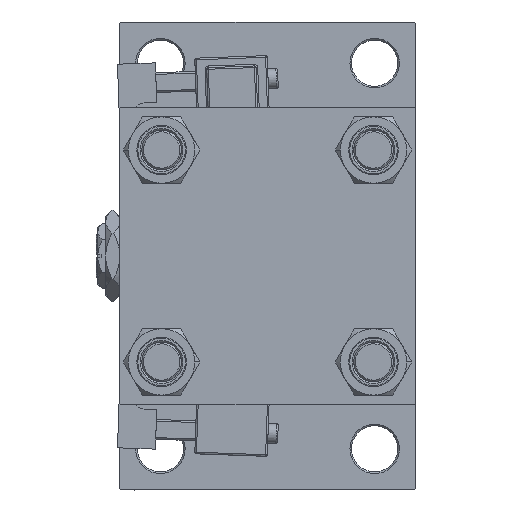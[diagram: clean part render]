
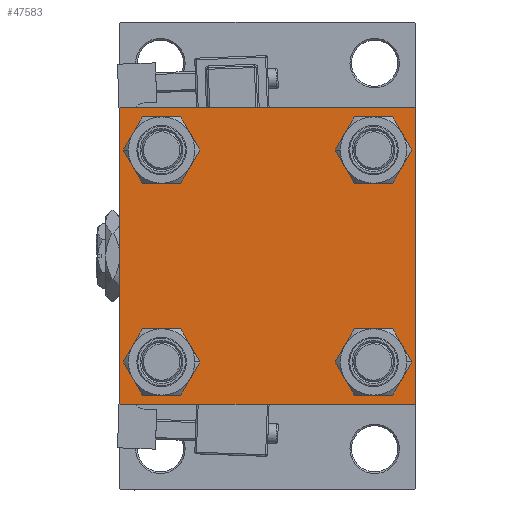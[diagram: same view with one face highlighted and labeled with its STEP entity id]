
A CAD part, left-side view. The second image highlights one B-rep face of the part: STEP entity #47583.
In plain terms, the highlighted planar face has unit normal (-1, 0, 0).
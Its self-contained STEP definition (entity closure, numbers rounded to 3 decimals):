
#49 = AXIS2_PLACEMENT_3D ( 'NONE', #48853, #20485, #49380 ) ;
#589 = AXIS2_PLACEMENT_3D ( 'NONE', #37262, #25020, #40898 ) ;
#652 = ORIENTED_EDGE ( 'NONE', *, *, #3536, .T. ) ;
#696 = PLANE ( 'NONE',  #49 ) ;
#1342 = DIRECTION ( 'NONE',  ( 1., 0., 0. ) ) ;
#1447 = CARTESIAN_POINT ( 'NONE',  ( 0., 32.15, 25.65 ) ) ;
#1821 = CARTESIAN_POINT ( 'NONE',  ( 0., -45., -44.5 ) ) ;
#1937 = VERTEX_POINT ( 'NONE', #38230 ) ;
#2256 = EDGE_CURVE ( 'NONE', #36210, #32980, #25938, .T. ) ;
#2555 = CARTESIAN_POINT ( 'NONE',  ( 0., -44.5, -45. ) ) ;
#2624 = AXIS2_PLACEMENT_3D ( 'NONE', #46534, #26485, #3292 ) ;
#2673 = CARTESIAN_POINT ( 'NONE',  ( 0., 45., 44.5 ) ) ;
#3128 = DIRECTION ( 'NONE',  ( 0., -0.707, -0.707 ) ) ;
#3292 = DIRECTION ( 'NONE',  ( 0., 0., 1. ) ) ;
#3536 = EDGE_CURVE ( 'NONE', #19219, #17507, #21350, .T. ) ;
#4213 = CARTESIAN_POINT ( 'NONE',  ( 0., -32.15, -32.15 ) ) ;
#4623 = VERTEX_POINT ( 'NONE', #10697 ) ;
#4851 = FACE_OUTER_BOUND ( 'NONE', #32413, .T. ) ;
#4986 = VECTOR ( 'NONE', #38577, 1000. ) ;
#5241 = DIRECTION ( 'NONE',  ( 1., 0., 0. ) ) ;
#5462 = DIRECTION ( 'NONE',  ( 0., -1., 0. ) ) ;
#6268 = CIRCLE ( 'NONE', #27890, 6.5 ) ;
#6521 = DIRECTION ( 'NONE',  ( 0., 0., 1. ) ) ;
#7892 = EDGE_CURVE ( 'NONE', #33519, #15029, #34706, .T. ) ;
#8439 = DIRECTION ( 'NONE',  ( 0., 0., 1. ) ) ;
#8645 = CARTESIAN_POINT ( 'NONE',  ( 0., -44.75, -44.75 ) ) ;
#8837 = AXIS2_PLACEMENT_3D ( 'NONE', #37007, #1342, #6521 ) ;
#9281 = FACE_BOUND ( 'NONE', #9560, .T. ) ;
#9313 = EDGE_CURVE ( 'NONE', #17507, #19219, #33114, .T. ) ;
#9481 = ORIENTED_EDGE ( 'NONE', *, *, #30199, .T. ) ;
#9560 = EDGE_LOOP ( 'NONE', ( #47915, #16822 ) ) ;
#9686 = ORIENTED_EDGE ( 'NONE', *, *, #45288, .T. ) ;
#9860 = EDGE_CURVE ( 'NONE', #32980, #28175, #26573, .T. ) ;
#10033 = DIRECTION ( 'NONE',  ( 0., 0.707, -0.707 ) ) ;
#10218 = CARTESIAN_POINT ( 'NONE',  ( 0., -45., 45. ) ) ;
#10315 = CARTESIAN_POINT ( 'NONE',  ( 0., 45., 45. ) ) ;
#10697 = CARTESIAN_POINT ( 'NONE',  ( 0., 32.15, -25.65 ) ) ;
#11009 = CARTESIAN_POINT ( 'NONE',  ( 0., 44.5, -45. ) ) ;
#11198 = CARTESIAN_POINT ( 'NONE',  ( 0., 44.75, -44.75 ) ) ;
#11284 = CARTESIAN_POINT ( 'NONE',  ( 0., -32.15, -25.65 ) ) ;
#11984 = DIRECTION ( 'NONE',  ( 0., -1., 0. ) ) ;
#12256 = VECTOR ( 'NONE', #33505, 1000. ) ;
#12612 = EDGE_CURVE ( 'NONE', #1937, #36210, #37631, .T. ) ;
#12987 = CARTESIAN_POINT ( 'NONE',  ( 0., -32.15, 38.65 ) ) ;
#13022 = CARTESIAN_POINT ( 'NONE',  ( 0., 45., 45. ) ) ;
#13196 = FACE_BOUND ( 'NONE', #27669, .T. ) ;
#13346 = LINE ( 'NONE', #8645, #36197 ) ;
#14112 = CARTESIAN_POINT ( 'NONE',  ( 0., -45., 44.5 ) ) ;
#14499 = EDGE_CURVE ( 'NONE', #1937, #19190, #48680, .T. ) ;
#14708 = CIRCLE ( 'NONE', #31316, 6.5 ) ;
#15029 = VERTEX_POINT ( 'NONE', #44145 ) ;
#16100 = ORIENTED_EDGE ( 'NONE', *, *, #14499, .F. ) ;
#16295 = ORIENTED_EDGE ( 'NONE', *, *, #29283, .T. ) ;
#16342 = DIRECTION ( 'NONE',  ( 1., 0., 0. ) ) ;
#16785 = DIRECTION ( 'NONE',  ( 1., 0., 0. ) ) ;
#16822 = ORIENTED_EDGE ( 'NONE', *, *, #7892, .T. ) ;
#16912 = ORIENTED_EDGE ( 'NONE', *, *, #12612, .T. ) ;
#17507 = VERTEX_POINT ( 'NONE', #12987 ) ;
#17634 = LINE ( 'NONE', #24389, #12256 ) ;
#19190 = VERTEX_POINT ( 'NONE', #37154 ) ;
#19219 = VERTEX_POINT ( 'NONE', #32735 ) ;
#19649 = CIRCLE ( 'NONE', #28775, 6.5 ) ;
#20376 = DIRECTION ( 'NONE',  ( 0., 0., 1. ) ) ;
#20485 = DIRECTION ( 'NONE',  ( -1., 0., 0. ) ) ;
#20640 = EDGE_CURVE ( 'NONE', #22829, #41927, #24253, .T. ) ;
#20664 = EDGE_CURVE ( 'NONE', #15029, #33519, #34224, .T. ) ;
#20683 = CARTESIAN_POINT ( 'NONE',  ( 0., -32.15, 32.15 ) ) ;
#21150 = DIRECTION ( 'NONE',  ( 0., -0.707, 0.707 ) ) ;
#21350 = CIRCLE ( 'NONE', #8837, 6.5 ) ;
#22508 = VECTOR ( 'NONE', #11984, 1000. ) ;
#22829 = VERTEX_POINT ( 'NONE', #11284 ) ;
#23110 = VECTOR ( 'NONE', #3128, 1000. ) ;
#24253 = CIRCLE ( 'NONE', #2624, 6.5 ) ;
#24284 = CARTESIAN_POINT ( 'NONE',  ( 0., 32.15, -32.15 ) ) ;
#24389 = CARTESIAN_POINT ( 'NONE',  ( 0., -44.75, 44.75 ) ) ;
#24480 = ORIENTED_EDGE ( 'NONE', *, *, #9313, .T. ) ;
#25020 = DIRECTION ( 'NONE',  ( 1., 0., 0. ) ) ;
#25164 = FACE_BOUND ( 'NONE', #28997, .T. ) ;
#25938 = LINE ( 'NONE', #10315, #30442 ) ;
#26189 = DIRECTION ( 'NONE',  ( 0., 0., -1. ) ) ;
#26485 = DIRECTION ( 'NONE',  ( 1., 0., 0. ) ) ;
#26573 = LINE ( 'NONE', #11198, #23110 ) ;
#26576 = CARTESIAN_POINT ( 'NONE',  ( 0., 45., -45. ) ) ;
#26739 = AXIS2_PLACEMENT_3D ( 'NONE', #50941, #42377, #26988 ) ;
#26988 = DIRECTION ( 'NONE',  ( 0., 0., 1. ) ) ;
#27669 = EDGE_LOOP ( 'NONE', ( #31345, #38150 ) ) ;
#27890 = AXIS2_PLACEMENT_3D ( 'NONE', #24284, #39394, #20376 ) ;
#28159 = DIRECTION ( 'NONE',  ( 0., 0., 1. ) ) ;
#28175 = VERTEX_POINT ( 'NONE', #11009 ) ;
#28775 = AXIS2_PLACEMENT_3D ( 'NONE', #4213, #5241, #28159 ) ;
#28997 = EDGE_LOOP ( 'NONE', ( #50729, #9481 ) ) ;
#29283 = EDGE_CURVE ( 'NONE', #31866, #29816, #13346, .T. ) ;
#29816 = VERTEX_POINT ( 'NONE', #1821 ) ;
#30073 = CARTESIAN_POINT ( 'NONE',  ( 0., 44.75, 44.75 ) ) ;
#30199 = EDGE_CURVE ( 'NONE', #33328, #4623, #6268, .T. ) ;
#30442 = VECTOR ( 'NONE', #26189, 1000. ) ;
#30989 = DIRECTION ( 'NONE',  ( 0., 0., 1. ) ) ;
#31316 = AXIS2_PLACEMENT_3D ( 'NONE', #50517, #16342, #30989 ) ;
#31345 = ORIENTED_EDGE ( 'NONE', *, *, #20640, .T. ) ;
#31866 = VERTEX_POINT ( 'NONE', #2555 ) ;
#32413 = EDGE_LOOP ( 'NONE', ( #38112, #34554, #9686, #16295, #37655, #37160, #16100, #16912 ) ) ;
#32533 = EDGE_CURVE ( 'NONE', #41927, #22829, #19649, .T. ) ;
#32659 = EDGE_CURVE ( 'NONE', #4623, #33328, #14708, .T. ) ;
#32727 = FACE_BOUND ( 'NONE', #40700, .T. ) ;
#32735 = CARTESIAN_POINT ( 'NONE',  ( 0., -32.15, 25.65 ) ) ;
#32980 = VERTEX_POINT ( 'NONE', #34022 ) ;
#33114 = CIRCLE ( 'NONE', #45574, 6.5 ) ;
#33328 = VERTEX_POINT ( 'NONE', #40361 ) ;
#33505 = DIRECTION ( 'NONE',  ( 0., 0.707, 0.707 ) ) ;
#33519 = VERTEX_POINT ( 'NONE', #1447 ) ;
#34022 = CARTESIAN_POINT ( 'NONE',  ( 0., 45., -44.5 ) ) ;
#34224 = CIRCLE ( 'NONE', #26739, 6.5 ) ;
#34554 = ORIENTED_EDGE ( 'NONE', *, *, #9860, .T. ) ;
#34706 = CIRCLE ( 'NONE', #589, 6.5 ) ;
#36197 = VECTOR ( 'NONE', #21150, 1000. ) ;
#36210 = VERTEX_POINT ( 'NONE', #2673 ) ;
#37007 = CARTESIAN_POINT ( 'NONE',  ( 0., -32.15, 32.15 ) ) ;
#37154 = CARTESIAN_POINT ( 'NONE',  ( 0., -44.5, 45. ) ) ;
#37160 = ORIENTED_EDGE ( 'NONE', *, *, #38171, .T. ) ;
#37262 = CARTESIAN_POINT ( 'NONE',  ( 0., 32.15, 32.15 ) ) ;
#37631 = LINE ( 'NONE', #30073, #39860 ) ;
#37655 = ORIENTED_EDGE ( 'NONE', *, *, #43932, .F. ) ;
#38112 = ORIENTED_EDGE ( 'NONE', *, *, #2256, .T. ) ;
#38150 = ORIENTED_EDGE ( 'NONE', *, *, #32533, .T. ) ;
#38171 = EDGE_CURVE ( 'NONE', #45281, #19190, #17634, .T. ) ;
#38230 = CARTESIAN_POINT ( 'NONE',  ( 0., 44.5, 45. ) ) ;
#38577 = DIRECTION ( 'NONE',  ( 0., 0., -1. ) ) ;
#39394 = DIRECTION ( 'NONE',  ( 1., 0., 0. ) ) ;
#39860 = VECTOR ( 'NONE', #10033, 1000. ) ;
#39938 = VECTOR ( 'NONE', #5462, 1000. ) ;
#40361 = CARTESIAN_POINT ( 'NONE',  ( 0., 32.15, -38.65 ) ) ;
#40700 = EDGE_LOOP ( 'NONE', ( #24480, #652 ) ) ;
#40898 = DIRECTION ( 'NONE',  ( 0., 0., 1. ) ) ;
#41236 = CARTESIAN_POINT ( 'NONE',  ( 0., -32.15, -38.65 ) ) ;
#41927 = VERTEX_POINT ( 'NONE', #41236 ) ;
#42377 = DIRECTION ( 'NONE',  ( 1., 0., 0. ) ) ;
#43932 = EDGE_CURVE ( 'NONE', #45281, #29816, #49535, .T. ) ;
#44145 = CARTESIAN_POINT ( 'NONE',  ( 0., 32.15, 38.65 ) ) ;
#45281 = VERTEX_POINT ( 'NONE', #14112 ) ;
#45288 = EDGE_CURVE ( 'NONE', #28175, #31866, #46375, .T. ) ;
#45574 = AXIS2_PLACEMENT_3D ( 'NONE', #20683, #16785, #8439 ) ;
#46375 = LINE ( 'NONE', #26576, #22508 ) ;
#46534 = CARTESIAN_POINT ( 'NONE',  ( 0., -32.15, -32.15 ) ) ;
#47583 = ADVANCED_FACE ( 'NONE', ( #32727, #13196, #25164, #9281, #4851 ), #696, .T. ) ;
#47915 = ORIENTED_EDGE ( 'NONE', *, *, #20664, .T. ) ;
#48680 = LINE ( 'NONE', #13022, #39938 ) ;
#48853 = CARTESIAN_POINT ( 'NONE',  ( 0., 0., 0. ) ) ;
#49380 = DIRECTION ( 'NONE',  ( 0., 0., 1. ) ) ;
#49535 = LINE ( 'NONE', #10218, #4986 ) ;
#50517 = CARTESIAN_POINT ( 'NONE',  ( 0., 32.15, -32.15 ) ) ;
#50729 = ORIENTED_EDGE ( 'NONE', *, *, #32659, .T. ) ;
#50941 = CARTESIAN_POINT ( 'NONE',  ( 0., 32.15, 32.15 ) ) ;
